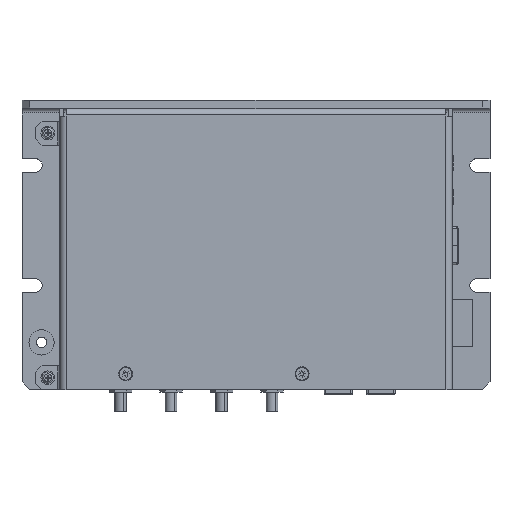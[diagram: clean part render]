
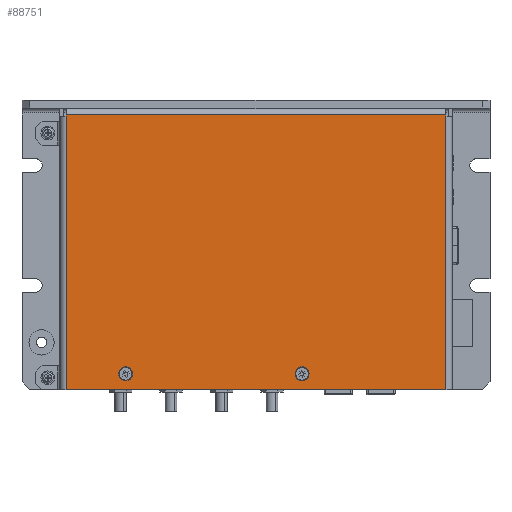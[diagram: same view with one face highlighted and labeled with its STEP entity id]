
A CAD part, top view. The second image highlights one B-rep face of the part: STEP entity #88751.
In plain terms, the highlighted planar face has unit normal (0, 0, 1).
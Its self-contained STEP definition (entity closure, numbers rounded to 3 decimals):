
#1337 = CIRCLE ( 'NONE', #77596, 2.2 ) ;
#2097 = ORIENTED_EDGE ( 'NONE', *, *, #15861, .F. ) ;
#2408 = AXIS2_PLACEMENT_3D ( 'NONE', #49718, #6087, #57061 ) ;
#2735 = LINE ( 'NONE', #33445, #39248 ) ;
#3036 = CARTESIAN_POINT ( 'NONE',  ( 0., -1.3, 26.8 ) ) ;
#5560 = EDGE_LOOP ( 'NONE', ( #56049, #28039, #50290, #37303, #88696, #61590 ) ) ;
#5570 = CARTESIAN_POINT ( 'NONE',  ( -43.5, -40.85, 26.8 ) ) ;
#6087 = DIRECTION ( 'NONE',  ( 0., 0., 1. ) ) ;
#7143 = EDGE_LOOP ( 'NONE', ( #10732, #63659 ) ) ;
#9384 = EDGE_CURVE ( 'NONE', #33806, #28867, #55098, .T. ) ;
#10319 = DIRECTION ( 'NONE',  ( 1., 0., 0. ) ) ;
#10732 = ORIENTED_EDGE ( 'NONE', *, *, #12865, .F. ) ;
#11434 = CARTESIAN_POINT ( 'NONE',  ( 60.2, 40.75, 26.8 ) ) ;
#12865 = EDGE_CURVE ( 'NONE', #54403, #35083, #88487, .T. ) ;
#13312 = DIRECTION ( 'NONE',  ( 0., 1., 0. ) ) ;
#15236 = FACE_OUTER_BOUND ( 'NONE', #5560, .T. ) ;
#15769 = CARTESIAN_POINT ( 'NONE',  ( -41.3, -40.85, 26.8 ) ) ;
#15861 = EDGE_CURVE ( 'NONE', #73483, #40036, #39065, .T. ) ;
#18317 = EDGE_LOOP ( 'NONE', ( #45843, #2097 ) ) ;
#19672 = LINE ( 'NONE', #22626, #36758 ) ;
#20463 = LINE ( 'NONE', #46318, #93452 ) ;
#21824 = CARTESIAN_POINT ( 'NONE',  ( 60.2, -45.85, 26.8 ) ) ;
#22626 = CARTESIAN_POINT ( 'NONE',  ( 60.2, 40.75, 26.8 ) ) ;
#22912 = VERTEX_POINT ( 'NONE', #28101 ) ;
#23107 = DIRECTION ( 'NONE',  ( 1., 0., 0. ) ) ;
#24072 = PLANE ( 'NONE',  #48435 ) ;
#26025 = CARTESIAN_POINT ( 'NONE',  ( -62.2, -45.85, 26.8 ) ) ;
#28039 = ORIENTED_EDGE ( 'NONE', *, *, #69767, .T. ) ;
#28101 = CARTESIAN_POINT ( 'NONE',  ( 60.2, 41.25, 26.8 ) ) ;
#28867 = VERTEX_POINT ( 'NONE', #50131 ) ;
#29817 = EDGE_CURVE ( 'NONE', #71726, #33806, #79185, .T. ) ;
#29916 = EDGE_CURVE ( 'NONE', #91100, #71726, #2735, .T. ) ;
#32944 = CARTESIAN_POINT ( 'NONE',  ( -60.2, -45.85, 26.8 ) ) ;
#33445 = CARTESIAN_POINT ( 'NONE',  ( -60.2, -45.85, 26.8 ) ) ;
#33490 = DIRECTION ( 'NONE',  ( 0., 1., 0. ) ) ;
#33806 = VERTEX_POINT ( 'NONE', #21824 ) ;
#35083 = VERTEX_POINT ( 'NONE', #5570 ) ;
#35735 = VECTOR ( 'NONE', #33490, 1000. ) ;
#35746 = DIRECTION ( 'NONE',  ( 0., 0., 1. ) ) ;
#36758 = VECTOR ( 'NONE', #81044, 1000. ) ;
#37163 = EDGE_CURVE ( 'NONE', #35083, #54403, #89146, .T. ) ;
#37303 = ORIENTED_EDGE ( 'NONE', *, *, #29916, .T. ) ;
#39065 = CIRCLE ( 'NONE', #86577, 2.2 ) ;
#39248 = VECTOR ( 'NONE', #91770, 1000. ) ;
#40036 = VERTEX_POINT ( 'NONE', #66547 ) ;
#40750 = DIRECTION ( 'NONE',  ( 1., 0., 0. ) ) ;
#41420 = CARTESIAN_POINT ( 'NONE',  ( 14.6, -40.85, 26.8 ) ) ;
#43988 = CARTESIAN_POINT ( 'NONE',  ( -39.1, -40.85, 26.8 ) ) ;
#45843 = ORIENTED_EDGE ( 'NONE', *, *, #82189, .F. ) ;
#46116 = CARTESIAN_POINT ( 'NONE',  ( 12.4, -40.85, 26.8 ) ) ;
#46318 = CARTESIAN_POINT ( 'NONE',  ( -60.2, 41.25, 26.8 ) ) ;
#48435 = AXIS2_PLACEMENT_3D ( 'NONE', #3036, #54015, #10319 ) ;
#48629 = CARTESIAN_POINT ( 'NONE',  ( -60.2, 41.25, 26.8 ) ) ;
#48703 = DIRECTION ( 'NONE',  ( 1., 0., 0. ) ) ;
#49718 = CARTESIAN_POINT ( 'NONE',  ( -41.3, -40.85, 26.8 ) ) ;
#50131 = CARTESIAN_POINT ( 'NONE',  ( 60.2, 40.75, 26.8 ) ) ;
#50290 = ORIENTED_EDGE ( 'NONE', *, *, #50461, .F. ) ;
#50461 = EDGE_CURVE ( 'NONE', #91100, #90259, #77334, .T. ) ;
#51883 = AXIS2_PLACEMENT_3D ( 'NONE', #15769, #66794, #23107 ) ;
#53696 = DIRECTION ( 'NONE',  ( -1., 0., 0. ) ) ;
#54015 = DIRECTION ( 'NONE',  ( 0., 0., 1. ) ) ;
#54403 = VERTEX_POINT ( 'NONE', #43988 ) ;
#55098 = LINE ( 'NONE', #11434, #35735 ) ;
#56049 = ORIENTED_EDGE ( 'NONE', *, *, #62903, .T. ) ;
#57061 = DIRECTION ( 'NONE',  ( 1., 0., 0. ) ) ;
#59740 = VECTOR ( 'NONE', #40750, 1000. ) ;
#61590 = ORIENTED_EDGE ( 'NONE', *, *, #9384, .T. ) ;
#62903 = EDGE_CURVE ( 'NONE', #28867, #22912, #19672, .T. ) ;
#63659 = ORIENTED_EDGE ( 'NONE', *, *, #37163, .F. ) ;
#66547 = CARTESIAN_POINT ( 'NONE',  ( 16.8, -40.85, 26.8 ) ) ;
#66794 = DIRECTION ( 'NONE',  ( 0., 0., 1. ) ) ;
#69767 = EDGE_CURVE ( 'NONE', #22912, #90259, #20463, .T. ) ;
#71726 = VERTEX_POINT ( 'NONE', #32944 ) ;
#73471 = FACE_BOUND ( 'NONE', #18317, .T. ) ;
#73483 = VERTEX_POINT ( 'NONE', #46116 ) ;
#77334 = LINE ( 'NONE', #93329, #94355 ) ;
#77596 = AXIS2_PLACEMENT_3D ( 'NONE', #41420, #92438, #48703 ) ;
#79185 = LINE ( 'NONE', #26025, #59740 ) ;
#79487 = CARTESIAN_POINT ( 'NONE',  ( 14.6, -40.85, 26.8 ) ) ;
#80252 = CARTESIAN_POINT ( 'NONE',  ( -60.2, 40.75, 26.8 ) ) ;
#81044 = DIRECTION ( 'NONE',  ( 0., 1., 0. ) ) ;
#82189 = EDGE_CURVE ( 'NONE', #40036, #73483, #1337, .T. ) ;
#86577 = AXIS2_PLACEMENT_3D ( 'NONE', #79487, #35746, #86775 ) ;
#86775 = DIRECTION ( 'NONE',  ( 1., 0., 0. ) ) ;
#88487 = CIRCLE ( 'NONE', #51883, 2.2 ) ;
#88696 = ORIENTED_EDGE ( 'NONE', *, *, #29817, .T. ) ;
#88751 = ADVANCED_FACE ( 'NONE', ( #90565, #73471, #15236 ), #24072, .T. ) ;
#89146 = CIRCLE ( 'NONE', #2408, 2.2 ) ;
#90259 = VERTEX_POINT ( 'NONE', #48629 ) ;
#90565 = FACE_BOUND ( 'NONE', #7143, .T. ) ;
#91100 = VERTEX_POINT ( 'NONE', #80252 ) ;
#91770 = DIRECTION ( 'NONE',  ( 0., -1., 0. ) ) ;
#92438 = DIRECTION ( 'NONE',  ( 0., 0., 1. ) ) ;
#93329 = CARTESIAN_POINT ( 'NONE',  ( -60.2, 40.75, 26.8 ) ) ;
#93452 = VECTOR ( 'NONE', #53696, 1000. ) ;
#94355 = VECTOR ( 'NONE', #13312, 1000. ) ;
